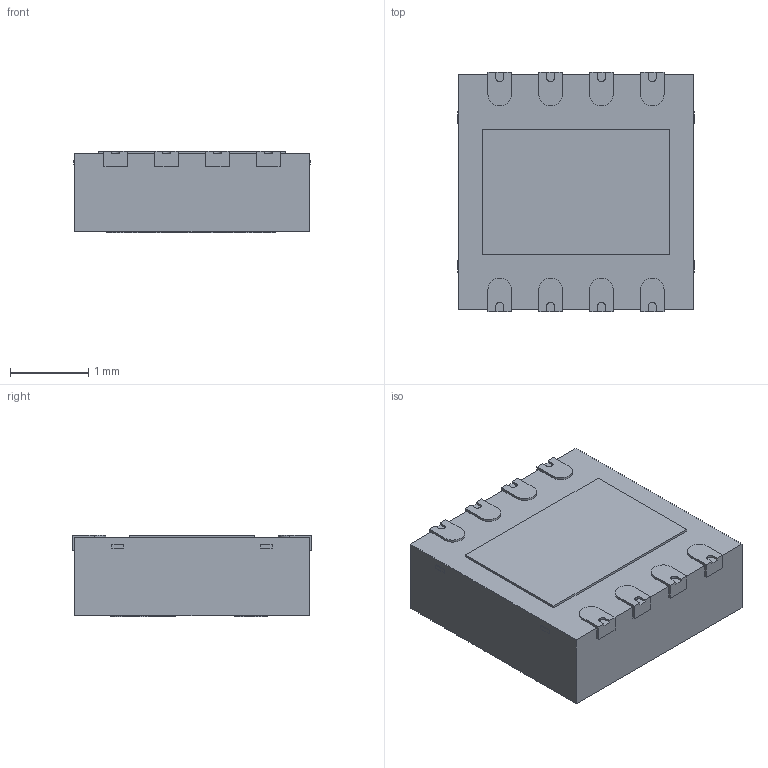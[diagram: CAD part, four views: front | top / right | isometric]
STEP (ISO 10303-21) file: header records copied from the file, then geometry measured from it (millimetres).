
FILE_DESCRIPTION (( 'STEP AP203' ), '1' );
FILE_NAME ('TJA1448 OP2.STEP', '2022-06-04T15:24:17', ( '' ), ( '' ), 'SwSTEP 2.0', 'SolidWorks 2020', '' );
FILE_SCHEMA (( 'CONFIG_CONTROL_DESIGN' ));
Length unit declared in the file: millimetre
Products named in the file (1): TJA1448 OP2
Bounding box: 3.02 x 3.06 x 1.04 mm (x, y, z)
Volume: 9.2 mm3; surface area: 31.2 mm2
Topology: 1 solids, 1 shells, 267 faces, 726 edges, 484 vertices
Faces by surface type: plane 223, cylinder 24, bspline 20
Entity records: 9317 total; most frequent: CARTESIAN_POINT 2570, ORIENTED_EDGE 1452, DIRECTION 1230, EDGE_CURVE 726, VECTOR 638, LINE 638, VERTEX_POINT 484, AXIS2_PLACEMENT_3D 296
